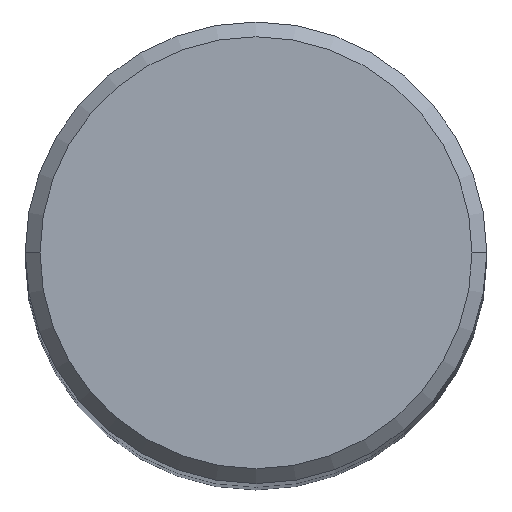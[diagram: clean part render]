
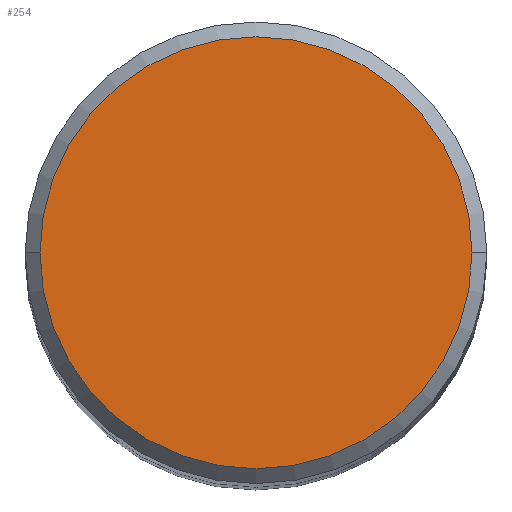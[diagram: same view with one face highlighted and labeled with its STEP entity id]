
A CAD part, top view. The second image highlights one B-rep face of the part: STEP entity #254.
In plain terms, the highlighted planar face has unit normal (0, 0, 1).
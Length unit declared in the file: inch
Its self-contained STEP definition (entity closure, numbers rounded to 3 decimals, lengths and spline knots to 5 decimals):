
#7 = DIRECTION ( 'NONE',  ( 0., 0., 1. ) ) ;
#15 = CIRCLE ( 'NONE', #196, 0.2925 ) ;
#22 = VERTEX_POINT ( 'NONE', #78 ) ;
#37 = EDGE_CURVE ( 'NONE', #81, #22, #15, .T. ) ;
#67 = AXIS2_PLACEMENT_3D ( 'NONE', #302, #163, #366 ) ;
#78 = CARTESIAN_POINT ( 'NONE',  ( -0.2925, 0., 0. ) ) ;
#81 = VERTEX_POINT ( 'NONE', #187 ) ;
#107 = DIRECTION ( 'NONE',  ( 0., 0., 1. ) ) ;
#136 = DIRECTION ( 'NONE',  ( 1., 0., 0. ) ) ;
#155 = ORIENTED_EDGE ( 'NONE', *, *, #273, .T. ) ;
#163 = DIRECTION ( 'NONE',  ( 0., 0., -1. ) ) ;
#187 = CARTESIAN_POINT ( 'NONE',  ( 0.2925, 0., 0. ) ) ;
#196 = AXIS2_PLACEMENT_3D ( 'NONE', #287, #7, #136 ) ;
#216 = CIRCLE ( 'NONE', #357, 0.2925 ) ;
#234 = FACE_OUTER_BOUND ( 'NONE', #318, .T. ) ;
#237 = DIRECTION ( 'NONE',  ( 1., 0., 0. ) ) ;
#254 = ADVANCED_FACE ( 'NONE', ( #234 ), #361, .F. ) ;
#273 = EDGE_CURVE ( 'NONE', #22, #81, #216, .T. ) ;
#287 = CARTESIAN_POINT ( 'NONE',  ( 0., 0., 0. ) ) ;
#302 = CARTESIAN_POINT ( 'NONE',  ( 0., 0.2925, 0. ) ) ;
#318 = EDGE_LOOP ( 'NONE', ( #155, #341 ) ) ;
#337 = CARTESIAN_POINT ( 'NONE',  ( 0., 0., 0. ) ) ;
#341 = ORIENTED_EDGE ( 'NONE', *, *, #37, .T. ) ;
#357 = AXIS2_PLACEMENT_3D ( 'NONE', #337, #107, #237 ) ;
#361 = PLANE ( 'NONE',  #67 ) ;
#366 = DIRECTION ( 'NONE',  ( -1., 0., 0. ) ) ;
